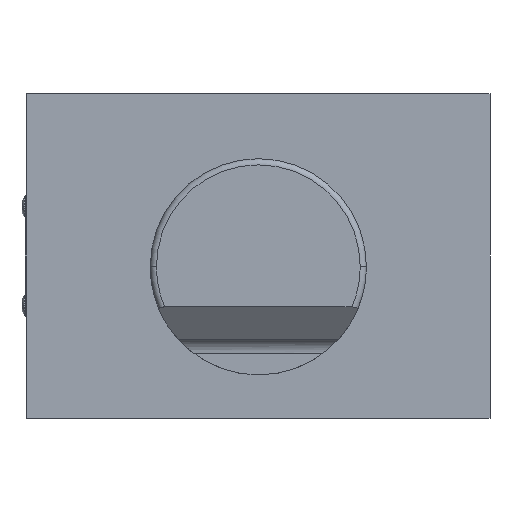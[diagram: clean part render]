
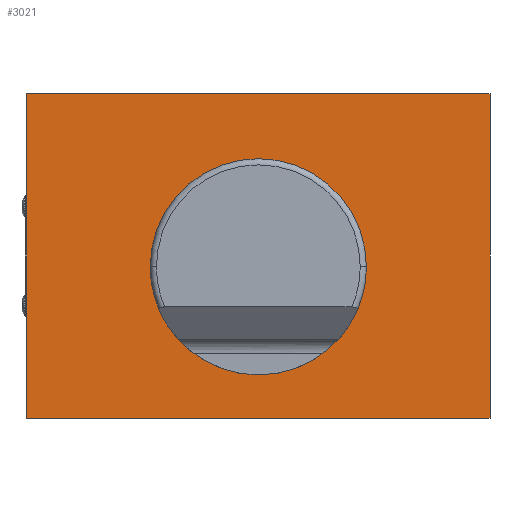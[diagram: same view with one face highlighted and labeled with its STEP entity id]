
A CAD part, front view. The second image highlights one B-rep face of the part: STEP entity #3021.
In plain terms, the highlighted planar face has unit normal (0, -1, 0).
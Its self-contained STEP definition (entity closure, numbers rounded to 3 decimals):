
#3021=ADVANCED_FACE('',(#6140,#6141),#6142,.T.);
#6140=FACE_BOUND('',#9626,.T.);
#6141=FACE_OUTER_BOUND('',#9627,.T.);
#6142=PLANE('',#9628);
#9626=EDGE_LOOP('',(#18084,#18085));
#9627=EDGE_LOOP('',(#18086,#18087,#18088,#18089));
#9628=AXIS2_PLACEMENT_3D('',#18090,#18091,#18092);
#18084=ORIENTED_EDGE('',*,*,#21760,.T.);
#18085=ORIENTED_EDGE('',*,*,#21960,.T.);
#18086=ORIENTED_EDGE('',*,*,#21981,.F.);
#18087=ORIENTED_EDGE('',*,*,#21982,.F.);
#18088=ORIENTED_EDGE('',*,*,#21983,.F.);
#18089=ORIENTED_EDGE('',*,*,#21984,.F.);
#18090=CARTESIAN_POINT('',(75.0,0.0,52.5));
#18091=DIRECTION('',(0.0,-1.0,0.0));
#18092=DIRECTION('',(1.0,0.0,0.0));
#21760=EDGE_CURVE('',#26386,#26390,#26392,.T.);
#21960=EDGE_CURVE('',#26390,#26386,#26674,.T.);
#21981=EDGE_CURVE('',#26695,#26696,#26697,.T.);
#21982=EDGE_CURVE('',#26698,#26695,#26699,.T.);
#21983=EDGE_CURVE('',#26700,#26698,#26701,.T.);
#21984=EDGE_CURVE('',#26696,#26700,#26702,.T.);
#26386=VERTEX_POINT('',#33326);
#26390=VERTEX_POINT('',#33331);
#26392=CIRCLE('',#33334,35.0);
#26674=CIRCLE('',#33734,35.0);
#26695=VERTEX_POINT('',#33755);
#26696=VERTEX_POINT('',#33756);
#26697=LINE('',#33757,#33758);
#26698=VERTEX_POINT('',#33759);
#26699=LINE('',#33760,#33761);
#26700=VERTEX_POINT('',#33762);
#26701=LINE('',#33763,#33764);
#26702=LINE('',#33765,#33766);
#33326=CARTESIAN_POINT('',(110.0,0.0,49.0));
#33331=CARTESIAN_POINT('',(40.0,0.0,49.0));
#33334=AXIS2_PLACEMENT_3D('',#37292,#37293,#37294);
#33734=AXIS2_PLACEMENT_3D('',#37590,#37591,#37592);
#33755=CARTESIAN_POINT('',(150.0,0.0,105.0));
#33756=CARTESIAN_POINT('',(150.0,0.0,0.0));
#33757=CARTESIAN_POINT('',(150.0,0.0,52.5));
#33758=VECTOR('',#37623,1.0);
#33759=CARTESIAN_POINT('',(0.0,0.0,105.0));
#33760=CARTESIAN_POINT('',(75.0,0.0,105.0));
#33761=VECTOR('',#37624,1.0);
#33762=CARTESIAN_POINT('',(0.0,0.0,0.0));
#33763=CARTESIAN_POINT('',(0.0,0.0,52.5));
#33764=VECTOR('',#37625,1.0);
#33765=CARTESIAN_POINT('',(75.0,0.0,0.0));
#33766=VECTOR('',#37626,1.0);
#37292=CARTESIAN_POINT('',(75.0,0.0,49.0));
#37293=DIRECTION('',(-0.0,1.0,0.0));
#37294=DIRECTION('',(1.0,0.0,0.0));
#37590=CARTESIAN_POINT('',(75.0,0.0,49.0));
#37591=DIRECTION('',(-0.0,1.0,0.0));
#37592=DIRECTION('',(1.0,0.0,0.0));
#37623=DIRECTION('',(0.0,0.0,-1.0));
#37624=DIRECTION('',(1.0,0.0,0.0));
#37625=DIRECTION('',(0.0,0.0,1.0));
#37626=DIRECTION('',(-1.0,0.0,0.0));
